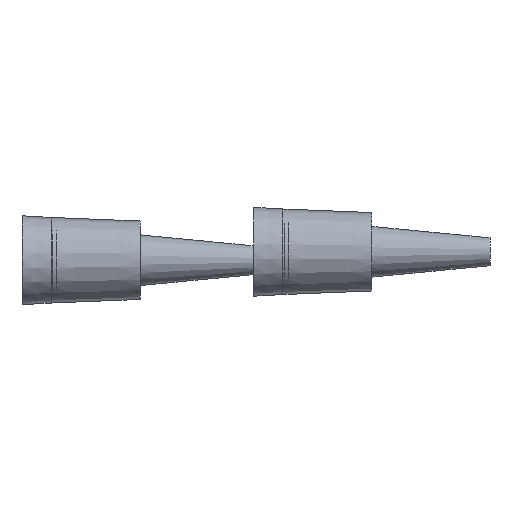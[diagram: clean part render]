
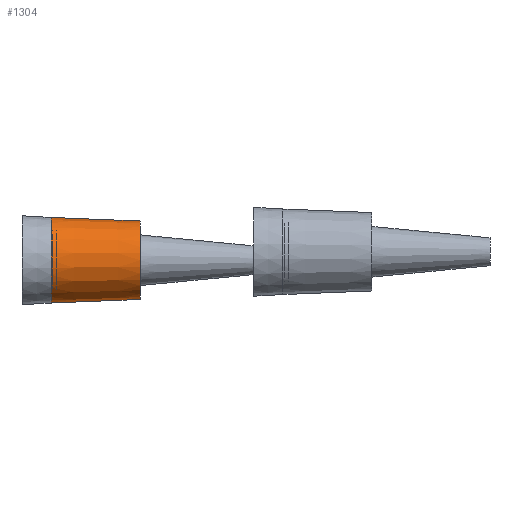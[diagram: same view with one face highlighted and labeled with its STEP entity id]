
A CAD part, front view. The second image highlights one B-rep face of the part: STEP entity #1304.
In plain terms, the highlighted conical face has half-angle 2.296 degrees and reference radius 0.698 mm.
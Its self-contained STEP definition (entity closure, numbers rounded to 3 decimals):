
#1221 = EDGE_CURVE('',#1222,#1222,#1224,.T.);
#1222 = VERTEX_POINT('',#1223);
#1223 = CARTESIAN_POINT('',(19.779,-6.769,
    -3.272));
#1224 = SURFACE_CURVE('',#1225,(#1230,#1242),.PCURVE_S1.);
#1225 = CIRCLE('',#1226,0.698);
#1226 = AXIS2_PLACEMENT_3D('',#1227,#1228,#1229);
#1227 = CARTESIAN_POINT('',(19.779,-6.769,
    -2.574));
#1228 = DIRECTION('',(1.,0.,0.));
#1229 = DIRECTION('',(0.,0.,-1.));
#1230 = PCURVE('',#1231,#1236);
#1231 = CONICAL_SURFACE('',#1232,0.725,0.057);
#1232 = AXIS2_PLACEMENT_3D('',#1233,#1234,#1235);
#1233 = CARTESIAN_POINT('',(19.3,-6.769,
    -2.574));
#1234 = DIRECTION('',(-1.,-0.,0.));
#1235 = DIRECTION('',(0.,0.,-1.));
#1236 = DEFINITIONAL_REPRESENTATION('',(#1237),#1241);
#1237 = LINE('',#1238,#1239);
#1238 = CARTESIAN_POINT('',(-0.,-0.478));
#1239 = VECTOR('',#1240,1.);
#1240 = DIRECTION('',(-1.,-0.));
#1241 = ( GEOMETRIC_REPRESENTATION_CONTEXT(2) 
PARAMETRIC_REPRESENTATION_CONTEXT() REPRESENTATION_CONTEXT('2D SPACE',''
  ) );
#1242 = PCURVE('',#1243,#1248);
#1243 = CONICAL_SURFACE('',#1244,0.698,0.04);
#1244 = AXIS2_PLACEMENT_3D('',#1245,#1246,#1247);
#1245 = CARTESIAN_POINT('',(19.779,-6.769,
    -2.574));
#1246 = DIRECTION('',(-1.,-0.,0.));
#1247 = DIRECTION('',(0.,0.,-1.));
#1248 = DEFINITIONAL_REPRESENTATION('',(#1249),#1252);
#1249 = B_SPLINE_CURVE_WITH_KNOTS('',1,(#1250,#1251),.UNSPECIFIED.,.F.,
  .F.,(2,2),(0.,6.283),.PIECEWISE_BEZIER_KNOTS.);
#1250 = CARTESIAN_POINT('',(0.,0.));
#1251 = CARTESIAN_POINT('',(-6.283,0.));
#1252 = ( GEOMETRIC_REPRESENTATION_CONTEXT(2) 
PARAMETRIC_REPRESENTATION_CONTEXT() REPRESENTATION_CONTEXT('2D SPACE',''
  ) );
#1304 = ADVANCED_FACE('',(#1305),#1243,.T.);
#1305 = FACE_BOUND('',#1306,.T.);
#1306 = EDGE_LOOP('',(#1307,#1336,#1357,#1358));
#1307 = ORIENTED_EDGE('',*,*,#1308,.F.);
#1308 = EDGE_CURVE('',#1309,#1309,#1311,.T.);
#1309 = VERTEX_POINT('',#1310);
#1310 = CARTESIAN_POINT('',(21.229,-6.769,
    -3.214));
#1311 = SURFACE_CURVE('',#1312,(#1317,#1324),.PCURVE_S1.);
#1312 = CIRCLE('',#1313,0.64);
#1313 = AXIS2_PLACEMENT_3D('',#1314,#1315,#1316);
#1314 = CARTESIAN_POINT('',(21.229,-6.769,
    -2.574));
#1315 = DIRECTION('',(1.,0.,0.));
#1316 = DIRECTION('',(0.,0.,-1.));
#1317 = PCURVE('',#1243,#1318);
#1318 = DEFINITIONAL_REPRESENTATION('',(#1319),#1323);
#1319 = LINE('',#1320,#1321);
#1320 = CARTESIAN_POINT('',(-0.,-1.451));
#1321 = VECTOR('',#1322,1.);
#1322 = DIRECTION('',(-1.,-0.));
#1323 = ( GEOMETRIC_REPRESENTATION_CONTEXT(2) 
PARAMETRIC_REPRESENTATION_CONTEXT() REPRESENTATION_CONTEXT('2D SPACE',''
  ) );
#1324 = PCURVE('',#1325,#1330);
#1325 = PLANE('',#1326);
#1326 = AXIS2_PLACEMENT_3D('',#1327,#1328,#1329);
#1327 = CARTESIAN_POINT('',(21.229,-6.769,
    -2.574));
#1328 = DIRECTION('',(1.,0.,0.));
#1329 = DIRECTION('',(0.,0.,-1.));
#1330 = DEFINITIONAL_REPRESENTATION('',(#1331),#1335);
#1331 = CIRCLE('',#1332,0.64);
#1332 = AXIS2_PLACEMENT_2D('',#1333,#1334);
#1333 = CARTESIAN_POINT('',(0.,0.));
#1334 = DIRECTION('',(1.,0.));
#1335 = ( GEOMETRIC_REPRESENTATION_CONTEXT(2) 
PARAMETRIC_REPRESENTATION_CONTEXT() REPRESENTATION_CONTEXT('2D SPACE',''
  ) );
#1336 = ORIENTED_EDGE('',*,*,#1337,.F.);
#1337 = EDGE_CURVE('',#1222,#1309,#1338,.T.);
#1338 = SEAM_CURVE('',#1339,(#1343,#1350),.PCURVE_S1.);
#1339 = LINE('',#1340,#1341);
#1340 = CARTESIAN_POINT('',(19.779,-6.769,
    -3.272));
#1341 = VECTOR('',#1342,1.);
#1342 = DIRECTION('',(0.999,0.,
    0.04));
#1343 = PCURVE('',#1243,#1344);
#1344 = DEFINITIONAL_REPRESENTATION('',(#1345),#1349);
#1345 = LINE('',#1346,#1347);
#1346 = CARTESIAN_POINT('',(-6.283,0.));
#1347 = VECTOR('',#1348,1.);
#1348 = DIRECTION('',(-0.,-1.));
#1349 = ( GEOMETRIC_REPRESENTATION_CONTEXT(2) 
PARAMETRIC_REPRESENTATION_CONTEXT() REPRESENTATION_CONTEXT('2D SPACE',''
  ) );
#1350 = PCURVE('',#1243,#1351);
#1351 = DEFINITIONAL_REPRESENTATION('',(#1352),#1356);
#1352 = LINE('',#1353,#1354);
#1353 = CARTESIAN_POINT('',(0.,-0.));
#1354 = VECTOR('',#1355,1.);
#1355 = DIRECTION('',(-0.,-1.));
#1356 = ( GEOMETRIC_REPRESENTATION_CONTEXT(2) 
PARAMETRIC_REPRESENTATION_CONTEXT() REPRESENTATION_CONTEXT('2D SPACE',''
  ) );
#1357 = ORIENTED_EDGE('',*,*,#1221,.T.);
#1358 = ORIENTED_EDGE('',*,*,#1337,.T.);
